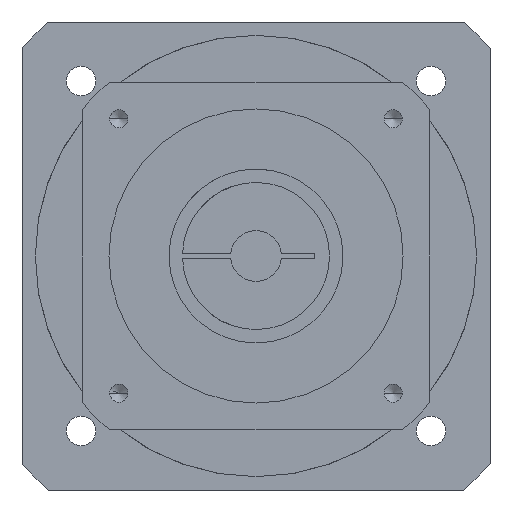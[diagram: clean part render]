
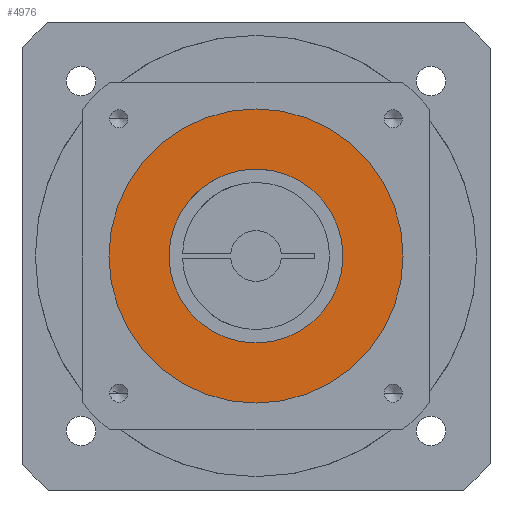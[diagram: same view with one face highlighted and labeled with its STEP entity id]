
A CAD part, front view. The second image highlights one B-rep face of the part: STEP entity #4976.
In plain terms, the highlighted face is planar.
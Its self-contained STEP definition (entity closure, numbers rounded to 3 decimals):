
#230 = ORIENTED_EDGE ( 'NONE', *, *, #806, .F. ) ;
#515 = DIRECTION ( 'NONE',  ( 0., 1., 0. ) ) ;
#806 = EDGE_CURVE ( 'NONE', #2966, #4266, #3450, .T. ) ;
#868 = VERTEX_POINT ( 'NONE', #5033 ) ;
#883 = DIRECTION ( 'NONE',  ( 0., 0., 1. ) ) ;
#957 = ORIENTED_EDGE ( 'NONE', *, *, #1834, .F. ) ;
#1306 = CARTESIAN_POINT ( 'NONE',  ( 0., 70., 0. ) ) ;
#1359 = AXIS2_PLACEMENT_3D ( 'NONE', #1306, #515, #883 ) ;
#1522 = FACE_OUTER_BOUND ( 'NONE', #4204, .T. ) ;
#1560 = CARTESIAN_POINT ( 'NONE',  ( 0., 70., 55. ) ) ;
#1789 = CIRCLE ( 'NONE', #4246, 55. ) ;
#1804 = CIRCLE ( 'NONE', #2884, 32.5 ) ;
#1834 = EDGE_CURVE ( 'NONE', #4266, #2966, #1804, .T. ) ;
#2070 = AXIS2_PLACEMENT_3D ( 'NONE', #4366, #4761, #2301 ) ;
#2301 = DIRECTION ( 'NONE',  ( 0., 0., 1. ) ) ;
#2614 = ORIENTED_EDGE ( 'NONE', *, *, #4295, .T. ) ;
#2884 = AXIS2_PLACEMENT_3D ( 'NONE', #4106, #4585, #3766 ) ;
#2966 = VERTEX_POINT ( 'NONE', #4189 ) ;
#3056 = CARTESIAN_POINT ( 'NONE',  ( 0., 70., 32.5 ) ) ;
#3196 = CARTESIAN_POINT ( 'NONE',  ( 0., 70., 0. ) ) ;
#3277 = ORIENTED_EDGE ( 'NONE', *, *, #3442, .T. ) ;
#3347 = FACE_BOUND ( 'NONE', #4803, .T. ) ;
#3442 = EDGE_CURVE ( 'NONE', #3879, #868, #1789, .T. ) ;
#3446 = DIRECTION ( 'NONE',  ( 0., 0., 1. ) ) ;
#3450 = CIRCLE ( 'NONE', #1359, 32.5 ) ;
#3536 = PLANE ( 'NONE',  #2070 ) ;
#3766 = DIRECTION ( 'NONE',  ( 0., 0., 1. ) ) ;
#3879 = VERTEX_POINT ( 'NONE', #1560 ) ;
#4106 = CARTESIAN_POINT ( 'NONE',  ( 0., 70., 0. ) ) ;
#4188 = CIRCLE ( 'NONE', #4857, 55. ) ;
#4189 = CARTESIAN_POINT ( 'NONE',  ( 0., 70., -32.5 ) ) ;
#4204 = EDGE_LOOP ( 'NONE', ( #3277, #2614 ) ) ;
#4246 = AXIS2_PLACEMENT_3D ( 'NONE', #3196, #4346, #4819 ) ;
#4266 = VERTEX_POINT ( 'NONE', #3056 ) ;
#4295 = EDGE_CURVE ( 'NONE', #868, #3879, #4188, .T. ) ;
#4346 = DIRECTION ( 'NONE',  ( 0., 1., 0. ) ) ;
#4366 = CARTESIAN_POINT ( 'NONE',  ( 0., 70., 0. ) ) ;
#4585 = DIRECTION ( 'NONE',  ( 0., 1., 0. ) ) ;
#4675 = CARTESIAN_POINT ( 'NONE',  ( 0., 70., 0. ) ) ;
#4761 = DIRECTION ( 'NONE',  ( 0., 1., 0. ) ) ;
#4803 = EDGE_LOOP ( 'NONE', ( #957, #230 ) ) ;
#4819 = DIRECTION ( 'NONE',  ( 0., 0., 1. ) ) ;
#4857 = AXIS2_PLACEMENT_3D ( 'NONE', #4675, #5065, #3446 ) ;
#4976 = ADVANCED_FACE ( 'NONE', ( #3347, #1522 ), #3536, .T. ) ;
#5033 = CARTESIAN_POINT ( 'NONE',  ( 0., 70., -55. ) ) ;
#5065 = DIRECTION ( 'NONE',  ( 0., 1., 0. ) ) ;
